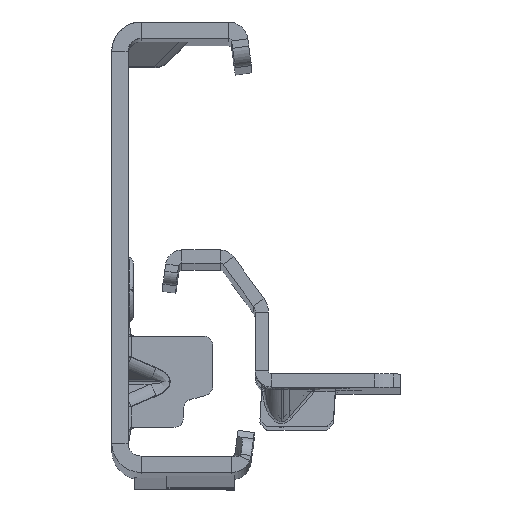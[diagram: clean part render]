
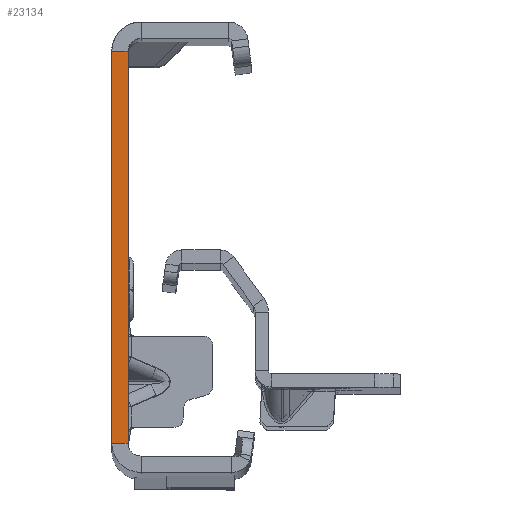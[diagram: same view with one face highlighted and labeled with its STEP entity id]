
A CAD part, top view. The second image highlights one B-rep face of the part: STEP entity #23134.
In plain terms, the highlighted planar face has unit normal (0, 0, 1).
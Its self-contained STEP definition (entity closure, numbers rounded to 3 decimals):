
#295 = LINE ( 'NONE', #6690, #7967 ) ;
#1011 = DIRECTION ( 'NONE',  ( 0., -1., 0. ) ) ;
#2325 = VECTOR ( 'NONE', #13055, 1000. ) ;
#3207 = VERTEX_POINT ( 'NONE', #6315 ) ;
#3305 = DIRECTION ( 'NONE',  ( -1., 0., 0. ) ) ;
#4918 = LINE ( 'NONE', #9124, #16661 ) ;
#5298 = EDGE_CURVE ( 'NONE', #19781, #23951, #16922, .T. ) ;
#5987 = CARTESIAN_POINT ( 'NONE',  ( -2.5, 30., 0. ) ) ;
#6195 = EDGE_CURVE ( 'NONE', #3207, #7800, #4918, .T. ) ;
#6315 = CARTESIAN_POINT ( 'NONE',  ( 0., 30., 0. ) ) ;
#6690 = CARTESIAN_POINT ( 'NONE',  ( -2.5, -32., 0. ) ) ;
#7800 = VERTEX_POINT ( 'NONE', #5987 ) ;
#7967 = VECTOR ( 'NONE', #17294, 1000. ) ;
#8777 = EDGE_CURVE ( 'NONE', #7800, #23951, #295, .T. ) ;
#9124 = CARTESIAN_POINT ( 'NONE',  ( 0., 30., 0. ) ) ;
#10979 = DIRECTION ( 'NONE',  ( 0., 0., 1. ) ) ;
#12278 = LINE ( 'NONE', #18010, #24174 ) ;
#12884 = CARTESIAN_POINT ( 'NONE',  ( -2.5, -30., 0. ) ) ;
#13055 = DIRECTION ( 'NONE',  ( -1., 0., 0. ) ) ;
#14457 = FACE_OUTER_BOUND ( 'NONE', #23849, .T. ) ;
#15605 = ORIENTED_EDGE ( 'NONE', *, *, #6195, .T. ) ;
#16661 = VECTOR ( 'NONE', #3305, 1000. ) ;
#16922 = LINE ( 'NONE', #18910, #2325 ) ;
#17240 = CARTESIAN_POINT ( 'NONE',  ( 0., -30., 0. ) ) ;
#17294 = DIRECTION ( 'NONE',  ( 0., -1., 0. ) ) ;
#18010 = CARTESIAN_POINT ( 'NONE',  ( 0., -32., 0. ) ) ;
#18727 = ORIENTED_EDGE ( 'NONE', *, *, #8777, .T. ) ;
#18910 = CARTESIAN_POINT ( 'NONE',  ( 0., -30., 0. ) ) ;
#19486 = ORIENTED_EDGE ( 'NONE', *, *, #20448, .F. ) ;
#19781 = VERTEX_POINT ( 'NONE', #17240 ) ;
#20448 = EDGE_CURVE ( 'NONE', #3207, #19781, #12278, .T. ) ;
#20540 = PLANE ( 'NONE',  #24541 ) ;
#22031 = CARTESIAN_POINT ( 'NONE',  ( -2.5, -32., 0. ) ) ;
#23134 = ADVANCED_FACE ( 'NONE', ( #14457 ), #20540, .T. ) ;
#23764 = ORIENTED_EDGE ( 'NONE', *, *, #5298, .F. ) ;
#23849 = EDGE_LOOP ( 'NONE', ( #19486, #15605, #18727, #23764 ) ) ;
#23951 = VERTEX_POINT ( 'NONE', #12884 ) ;
#24039 = DIRECTION ( 'NONE',  ( 1., 0., 0. ) ) ;
#24174 = VECTOR ( 'NONE', #1011, 1000. ) ;
#24541 = AXIS2_PLACEMENT_3D ( 'NONE', #22031, #10979, #24039 ) ;
